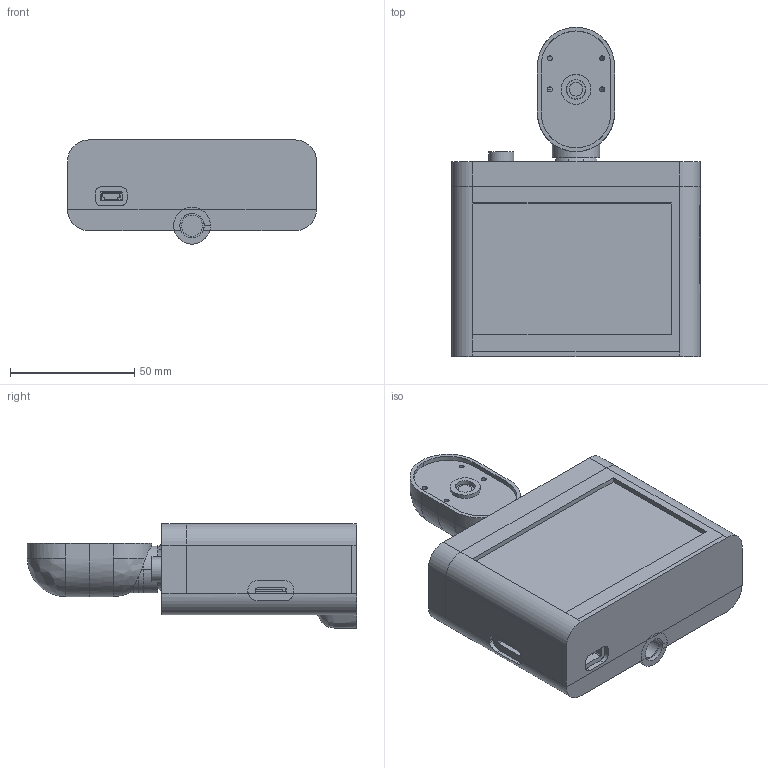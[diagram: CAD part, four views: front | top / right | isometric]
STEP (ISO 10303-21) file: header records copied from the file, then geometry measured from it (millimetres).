
FILE_DESCRIPTION(/* description */ (''),/* implementation_level */ '2;1');
FILE_NAME(/* name */ 'Rotating Pi Cam Full Assembly v9.step',/* time_stamp */ '2017-12-08T15:52:51+00:00',/* author */ (''),/* organization */ (''),/* preprocessor_version */ 'ST-DEVELOPER v16.13',/* originating_system */ 'Autodesk Translation Framework v6.5.0.72',/* authorisation */ '');
FILE_SCHEMA (('AUTOMOTIVE_DESIGN { 1 0 10303 214 3 1 1 }'));
Length unit declared in the file: millimetre
Products named in the file (9): Rotating Pi Cam; Assembly; Rear Shell; Front Shell; Camera Housing; Camera Cover; Touch Screen; RsPI Camera 1; Simple Rsp PI Model B
Assembly tree (8 placements, depth 3):
  Rotating Pi Cam
    Assembly
      Rear Shell
      Front Shell
      Camera Housing
      Camera Cover
      Touch Screen
      RsPI Camera 1
      Simple Rsp PI Model B
Bounding box: 100 x 132.45 x 41.9 mm (x, y, z)
Volume: 104740 mm3; surface area: 93083.4 mm2
Topology: 7 solids, 7 shells, 1134 faces, 2969 edges, 1933 vertices
Faces by surface type: plane 877, cylinder 197, bspline 40, sphere 18, torus 1, cone 1
Full cylindrical faces by diameter (mm): 2 x4, 2.1 x4, 2.75 x4, 3 x9, 3.328 x1, 4 x1, 5 x1, 5.5 x1, 6 x8, 7.6 x1, 8 x1, 8.5 x1, 9.8 x1, 10 x1, 12 x1, 15 x1, 25 x1
Entity records: 36278 total; most frequent: CARTESIAN_POINT 8042, ORIENTED_EDGE 5890, DIRECTION 5530, EDGE_CURVE 2945, LINE 2364, VECTOR 2364, VERTEX_POINT 1934, AXIS2_PLACEMENT_3D 1583
